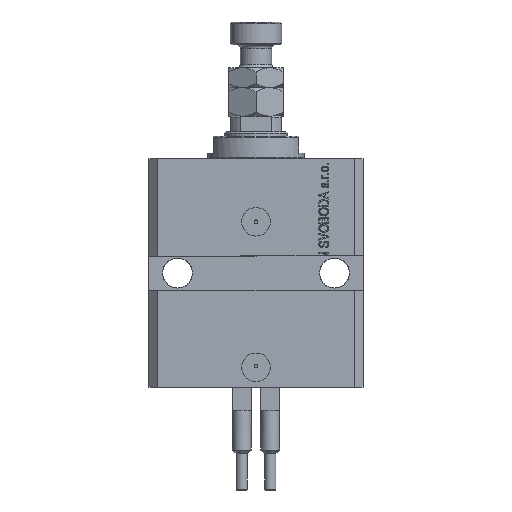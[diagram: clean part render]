
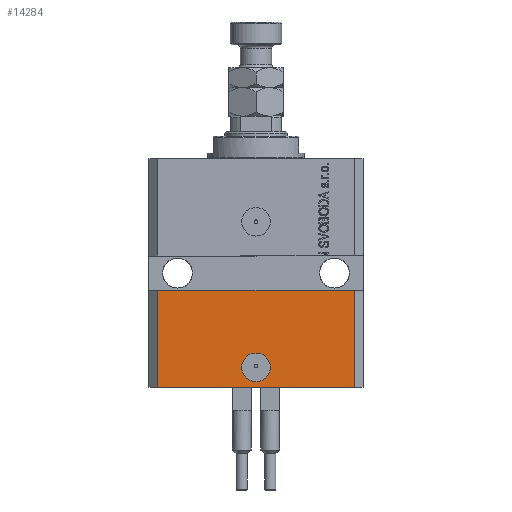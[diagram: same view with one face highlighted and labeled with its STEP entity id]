
A CAD part, front view. The second image highlights one B-rep face of the part: STEP entity #14284.
In plain terms, the highlighted planar face has unit normal (0, -1, 0).
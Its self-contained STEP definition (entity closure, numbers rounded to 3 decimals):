
#735 = EDGE_CURVE ( 'NONE', #39403, #35582, #15340, .T. ) ;
#816 = EDGE_CURVE ( 'NONE', #45731, #39403, #16309, .T. ) ;
#1992 = FACE_OUTER_BOUND ( 'NONE', #29131, .T. ) ;
#2182 = ORIENTED_EDGE ( 'NONE', *, *, #38596, .F. ) ;
#4740 = DIRECTION ( 'NONE',  ( 0., 0., 1. ) ) ;
#4943 = ORIENTED_EDGE ( 'NONE', *, *, #14368, .T. ) ;
#5523 = ORIENTED_EDGE ( 'NONE', *, *, #26872, .F. ) ;
#5532 = DIRECTION ( 'NONE',  ( 0., 0., -1. ) ) ;
#7029 = ORIENTED_EDGE ( 'NONE', *, *, #816, .F. ) ;
#7290 = CARTESIAN_POINT ( 'NONE',  ( -37.5, -27.5, -46. ) ) ;
#9556 = VERTEX_POINT ( 'NONE', #41291 ) ;
#11707 = VERTEX_POINT ( 'NONE', #12993 ) ;
#12993 = CARTESIAN_POINT ( 'NONE',  ( 34.5, -27.5, -80. ) ) ;
#13052 = CARTESIAN_POINT ( 'NONE',  ( -34.5, -27.5, -80. ) ) ;
#13417 = DIRECTION ( 'NONE',  ( 1., 0., 0. ) ) ;
#14284 = ADVANCED_FACE ( 'NONE', ( #21869, #1992 ), #21369, .T. ) ;
#14325 = DIRECTION ( 'NONE',  ( 1., 0., 0. ) ) ;
#14368 = EDGE_CURVE ( 'NONE', #11707, #35582, #27892, .T. ) ;
#15340 = LINE ( 'NONE', #7290, #49369 ) ;
#15878 = CARTESIAN_POINT ( 'NONE',  ( 0., -27.5, -73. ) ) ;
#15903 = CIRCLE ( 'NONE', #33607, 5. ) ;
#16309 = LINE ( 'NONE', #23403, #38903 ) ;
#17335 = DIRECTION ( 'NONE',  ( 0., -1., 0. ) ) ;
#18567 = AXIS2_PLACEMENT_3D ( 'NONE', #15878, #31765, #47123 ) ;
#18570 = DIRECTION ( 'NONE',  ( 0., -1., 0. ) ) ;
#19822 = CARTESIAN_POINT ( 'NONE',  ( 34.5, -27.5, -80. ) ) ;
#20634 = VECTOR ( 'NONE', #35218, 1000. ) ;
#20688 = EDGE_LOOP ( 'NONE', ( #5523, #2182 ) ) ;
#20977 = LINE ( 'NONE', #47942, #48031 ) ;
#21369 = PLANE ( 'NONE',  #24674 ) ;
#21869 = FACE_BOUND ( 'NONE', #20688, .T. ) ;
#23403 = CARTESIAN_POINT ( 'NONE',  ( -34.5, -27.5, -80. ) ) ;
#24674 = AXIS2_PLACEMENT_3D ( 'NONE', #25667, #17335, #5532 ) ;
#25137 = ORIENTED_EDGE ( 'NONE', *, *, #735, .F. ) ;
#25667 = CARTESIAN_POINT ( 'NONE',  ( -34.5, -27.5, -80. ) ) ;
#26872 = EDGE_CURVE ( 'NONE', #45808, #9556, #41127, .T. ) ;
#27892 = LINE ( 'NONE', #19822, #20634 ) ;
#29131 = EDGE_LOOP ( 'NONE', ( #25137, #7029, #47313, #4943 ) ) ;
#31765 = DIRECTION ( 'NONE',  ( 0., -1., 0. ) ) ;
#32940 = CARTESIAN_POINT ( 'NONE',  ( 5., -27.5, -73. ) ) ;
#33447 = DIRECTION ( 'NONE',  ( 1., 0., 0. ) ) ;
#33607 = AXIS2_PLACEMENT_3D ( 'NONE', #41007, #18570, #33447 ) ;
#35218 = DIRECTION ( 'NONE',  ( 0., 0., 1. ) ) ;
#35582 = VERTEX_POINT ( 'NONE', #37584 ) ;
#37040 = EDGE_CURVE ( 'NONE', #45731, #11707, #20977, .T. ) ;
#37584 = CARTESIAN_POINT ( 'NONE',  ( 34.5, -27.5, -46. ) ) ;
#38596 = EDGE_CURVE ( 'NONE', #9556, #45808, #15903, .T. ) ;
#38786 = CARTESIAN_POINT ( 'NONE',  ( -34.5, -27.5, -46. ) ) ;
#38903 = VECTOR ( 'NONE', #4740, 1000. ) ;
#39403 = VERTEX_POINT ( 'NONE', #38786 ) ;
#41007 = CARTESIAN_POINT ( 'NONE',  ( 0., -27.5, -73. ) ) ;
#41127 = CIRCLE ( 'NONE', #18567, 5. ) ;
#41291 = CARTESIAN_POINT ( 'NONE',  ( -5., -27.5, -73. ) ) ;
#45731 = VERTEX_POINT ( 'NONE', #13052 ) ;
#45808 = VERTEX_POINT ( 'NONE', #32940 ) ;
#47123 = DIRECTION ( 'NONE',  ( 1., 0., 0. ) ) ;
#47313 = ORIENTED_EDGE ( 'NONE', *, *, #37040, .T. ) ;
#47942 = CARTESIAN_POINT ( 'NONE',  ( -34.5, -27.5, -80. ) ) ;
#48031 = VECTOR ( 'NONE', #13417, 1000. ) ;
#49369 = VECTOR ( 'NONE', #14325, 1000. ) ;
